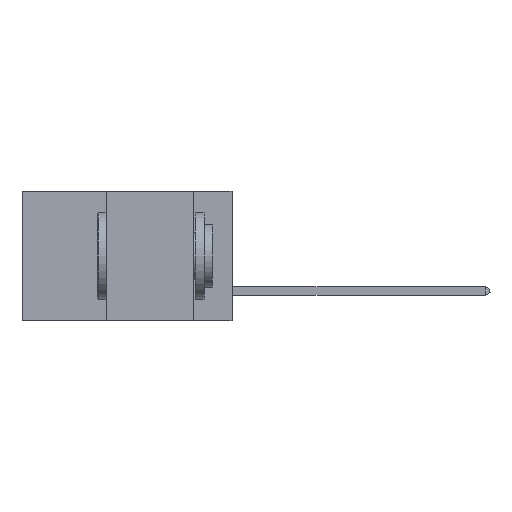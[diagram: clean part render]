
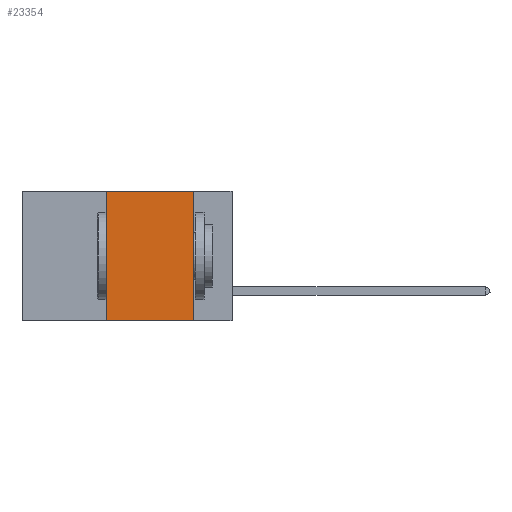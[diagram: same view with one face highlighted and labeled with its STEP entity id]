
A CAD part, left-side view. The second image highlights one B-rep face of the part: STEP entity #23354.
In plain terms, the highlighted planar face has unit normal (-1, 0, 0).
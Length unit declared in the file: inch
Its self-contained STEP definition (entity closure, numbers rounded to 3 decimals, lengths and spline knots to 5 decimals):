
#1221 = PLANE ( 'NONE',  #1808 ) ;
#1238 = ORIENTED_EDGE ( 'NONE', *, *, #20968, .T. ) ;
#1443 = CARTESIAN_POINT ( 'NONE',  ( 0., 0.36, -0.37 ) ) ;
#1808 = AXIS2_PLACEMENT_3D ( 'NONE', #14797, #14640, #3081 ) ;
#2381 = CARTESIAN_POINT ( 'NONE',  ( 0., 0.6, 0. ) ) ;
#3081 = DIRECTION ( 'NONE',  ( 0., 0., -1. ) ) ;
#3431 = VECTOR ( 'NONE', #12302, 39.37008 ) ;
#4999 = LINE ( 'NONE', #22257, #11354 ) ;
#5188 = VERTEX_POINT ( 'NONE', #15972 ) ;
#6379 = ORIENTED_EDGE ( 'NONE', *, *, #23701, .F. ) ;
#7161 = CARTESIAN_POINT ( 'NONE',  ( 0., 0.11, -0.37 ) ) ;
#9446 = FACE_OUTER_BOUND ( 'NONE', #23056, .T. ) ;
#11255 = VECTOR ( 'NONE', #23897, 39.37008 ) ;
#11354 = VECTOR ( 'NONE', #16313, 39.37008 ) ;
#12059 = ORIENTED_EDGE ( 'NONE', *, *, #22060, .F. ) ;
#12302 = DIRECTION ( 'NONE',  ( 0., 0., 1. ) ) ;
#14640 = DIRECTION ( 'NONE',  ( 1., 0., 0. ) ) ;
#14797 = CARTESIAN_POINT ( 'NONE',  ( 0., 0.6, 0. ) ) ;
#15442 = ORIENTED_EDGE ( 'NONE', *, *, #20324, .F. ) ;
#15584 = LINE ( 'NONE', #23771, #18933 ) ;
#15972 = CARTESIAN_POINT ( 'NONE',  ( 0., 0.11, 0. ) ) ;
#16309 = CARTESIAN_POINT ( 'NONE',  ( 0., 0.36, 0. ) ) ;
#16313 = DIRECTION ( 'NONE',  ( 0., -1., 0. ) ) ;
#18204 = CARTESIAN_POINT ( 'NONE',  ( 0., 0.36, 0. ) ) ;
#18933 = VECTOR ( 'NONE', #23699, 39.37008 ) ;
#20324 = EDGE_CURVE ( 'NONE', #5188, #24016, #15584, .T. ) ;
#20968 = EDGE_CURVE ( 'NONE', #23988, #24016, #4999, .T. ) ;
#21544 = LINE ( 'NONE', #2381, #11255 ) ;
#22060 = EDGE_CURVE ( 'NONE', #23988, #24310, #22182, .T. ) ;
#22182 = LINE ( 'NONE', #18204, #3431 ) ;
#22257 = CARTESIAN_POINT ( 'NONE',  ( 0., 0.6, -0.37 ) ) ;
#23056 = EDGE_LOOP ( 'NONE', ( #15442, #6379, #12059, #1238 ) ) ;
#23354 = ADVANCED_FACE ( 'NONE', ( #9446 ), #1221, .F. ) ;
#23699 = DIRECTION ( 'NONE',  ( 0., 0., -1. ) ) ;
#23701 = EDGE_CURVE ( 'NONE', #24310, #5188, #21544, .T. ) ;
#23771 = CARTESIAN_POINT ( 'NONE',  ( 0., 0.11, 0. ) ) ;
#23897 = DIRECTION ( 'NONE',  ( 0., -1., 0. ) ) ;
#23988 = VERTEX_POINT ( 'NONE', #1443 ) ;
#24016 = VERTEX_POINT ( 'NONE', #7161 ) ;
#24310 = VERTEX_POINT ( 'NONE', #16309 ) ;
